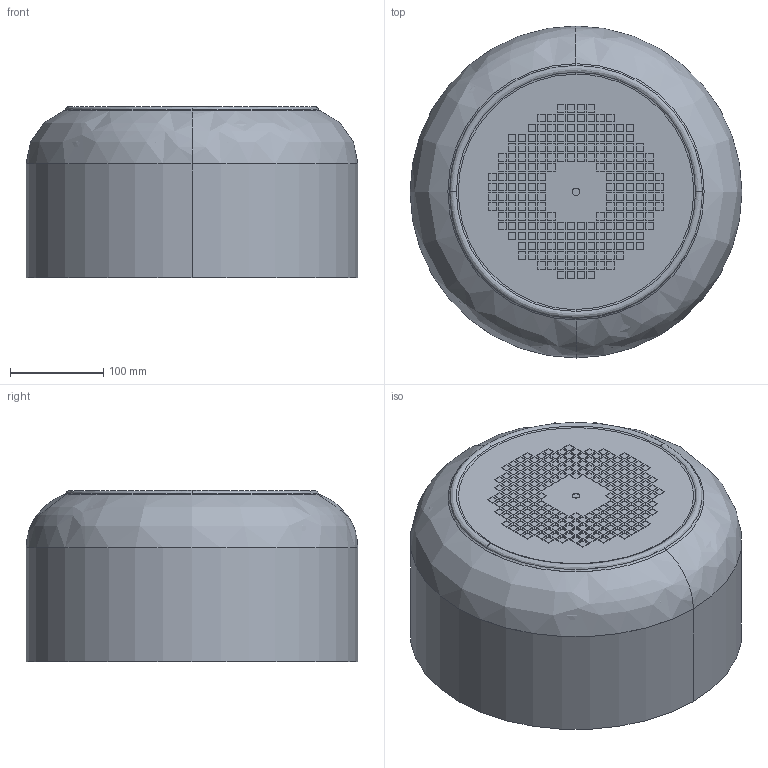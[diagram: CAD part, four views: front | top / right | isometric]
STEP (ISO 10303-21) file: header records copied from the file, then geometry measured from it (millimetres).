
FILE_DESCRIPTION (( 'STEP AP214' ), '1' );
FILE_NAME ('MTAP2-SHROUD-280.STEP', '2018-11-05T15:40:07', ( '' ), ( '' ), 'SwSTEP 2.0', 'SolidWorks 2017', '' );
FILE_SCHEMA (( 'AUTOMOTIVE_DESIGN' ));
Length unit declared in the file: inch
Products named in the file (1): MTAP2-SHROUD-280
Bounding box: 355 x 355 x 183 mm (x, y, z)
Volume: 399872.3 mm3; surface area: 546820.3 mm2
Topology: 1 solids, 1 shells, 1046 faces, 2502 edges, 1664 vertices
Faces by surface type: plane 1024, bspline 16, cylinder 6
Entity records: 43974 total; most frequent: CARTESIAN_POINT 5949, ORIENTED_EDGE 5004, DIRECTION 4604, EDGE_CURVE 2502, LINE 2454, VECTOR 2454, VERTEX_POINT 1664, EDGE_LOOP 1252
